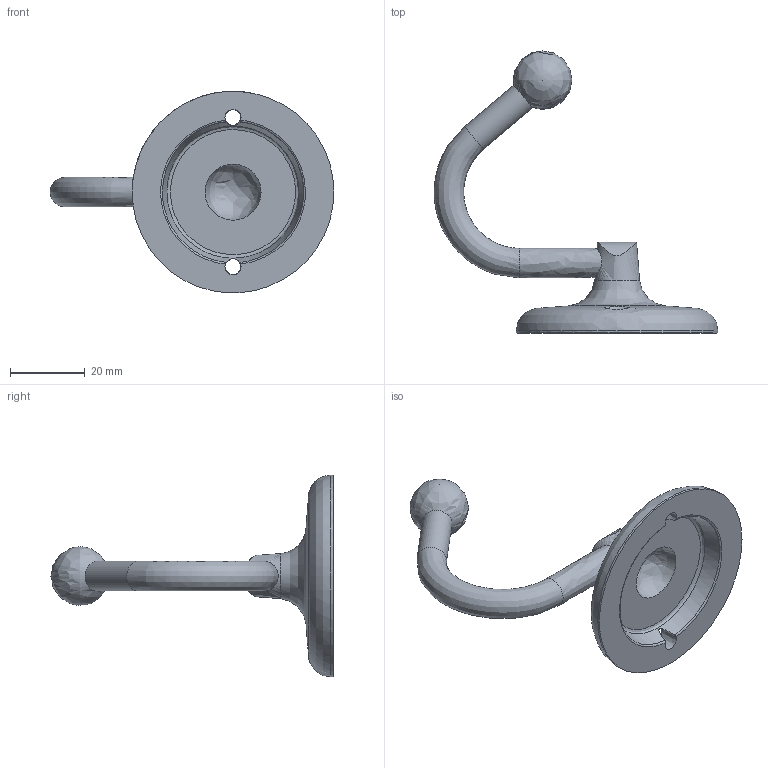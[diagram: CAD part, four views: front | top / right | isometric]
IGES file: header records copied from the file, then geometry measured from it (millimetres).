
Global section: file name: N48; native system: Autodesk Inventor 2018; preprocessor: unknown; author: adaniels; date: 20170920.145127; units: millimetre
Bounding box: 75.97 x 75.55 x 53.94 mm (x, y, z)
Volume: 16362.6 mm3; surface area: 9146.2 mm2
Topology: 1 solids, 1 shells, 21 faces, 73 edges, 51 vertices
Faces by surface type: bspline 21
